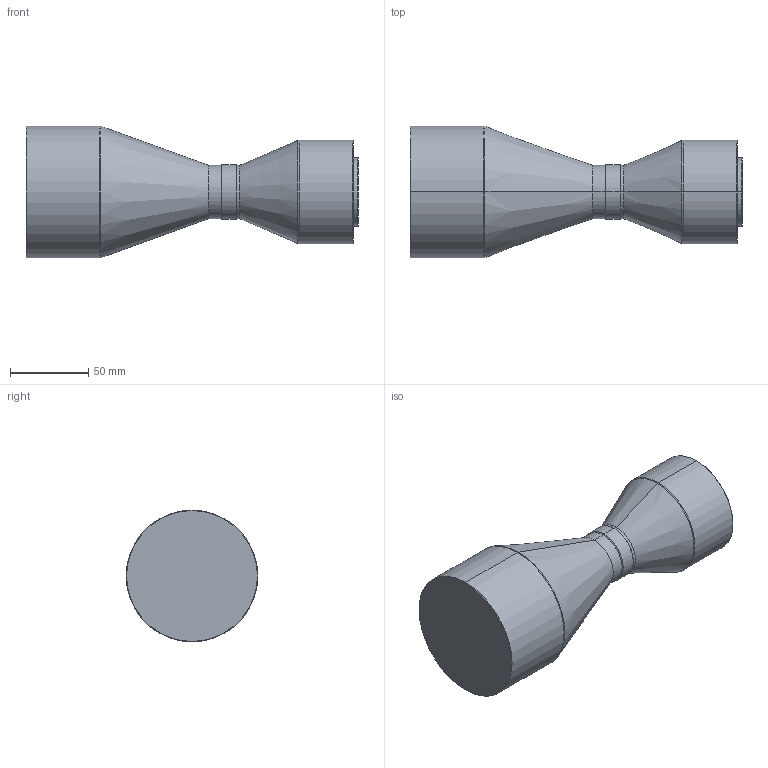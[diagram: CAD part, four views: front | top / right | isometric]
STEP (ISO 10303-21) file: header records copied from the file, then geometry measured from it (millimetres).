
FILE_DESCRIPTION (( 'STEP AP203' ), '1' );
FILE_NAME ('DTCM175-64H-AL.STEP', '2021-08-16T08:59:19', ( '' ), ( '' ), 'SwSTEP 2.0', 'SolidWorks 2017', '' );
FILE_SCHEMA (( 'CONFIG_CONTROL_DESIGN' ));
Length unit declared in the file: millimetre
Products named in the file (1): DTCM175-64H-AL
Bounding box: 211.8 x 84 x 84 mm (x, y, z)
Volume: 681852.4 mm3; surface area: 51248.6 mm2
Topology: 1 solids, 1 shells, 35 faces, 68 edges, 38 vertices
Faces by surface type: cone 14, cylinder 12, plane 5, torus 4
Entity records: 965 total; most frequent: DIRECTION 182, CARTESIAN_POINT 142, ORIENTED_EDGE 136, AXIS2_PLACEMENT_3D 78, EDGE_CURVE 68, CIRCLE 42, VERTEX_POINT 38, EDGE_LOOP 38
